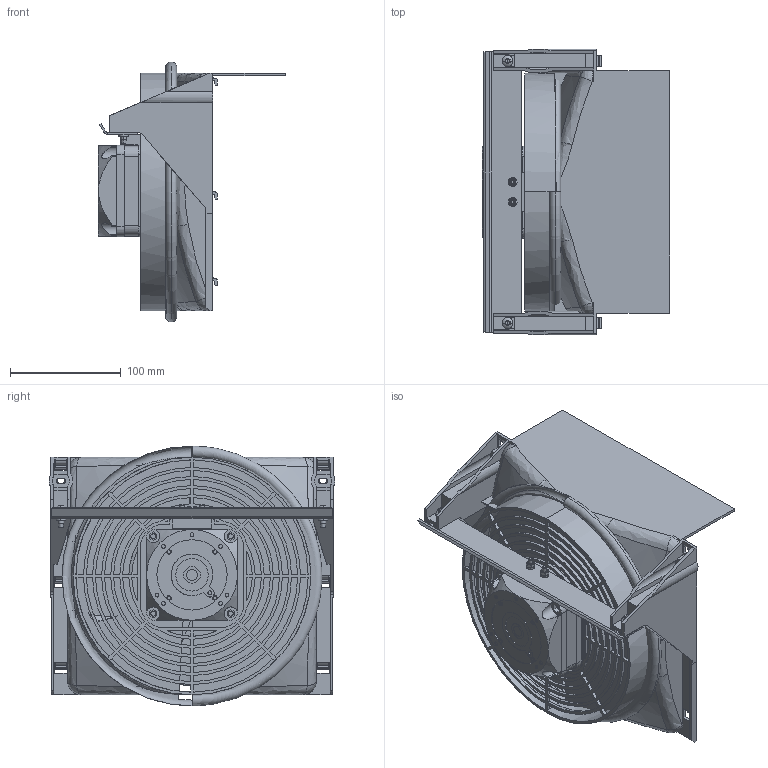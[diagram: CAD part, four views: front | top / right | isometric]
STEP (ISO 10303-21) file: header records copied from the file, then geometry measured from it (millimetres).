
FILE_DESCRIPTION((''),'2;1');
FILE_NAME('118U4022_ASM','2020-02-25T',('U333183'),('DANFOSS COMMERCIAL COMPRESSOR'),'CREO PARAMETRIC BY PTC INC, 2018070','CREO PARAMETRIC BY PTC INC, 2018070','');
FILE_SCHEMA(('CONFIG_CONTROL_DESIGN'));
Length unit declared in the file: millimetre
Products named in the file (10): 118U0402; 118U1571; 118U2001; 118U2005; 118U0200_1; 118U0200_2; 118U0200_3; 118U0200_ASM; 117-3814; 118U4022_ASM
Assembly tree (11 placements, depth 3):
  118U4022_ASM
    118U0402
    118U1571
    118U2001  x2
    118U2005  x2
    118U0200_ASM
      118U0200_1
      118U0200_2
      118U0200_3
    117-3814
Bounding box: 169.16 x 258.6 x 235 mm (x, y, z)
Volume: 400506.5 mm3; surface area: 372628.7 mm2
Topology: 8 solids, 10 shells, 1497 faces, 4149 edges, 2670 vertices
Faces by surface type: plane 640, cylinder 484, cone 162, bspline 110, torus 97, sphere 4
Entity records: 52709 total; most frequent: CARTESIAN_POINT 16182, ORIENTED_EDGE 7929, DIRECTION 7221, EDGE_CURVE 3979, AXIS2_PLACEMENT_3D 2686, VERTEX_POINT 2567, VECTOR 1849, LINE 1849
